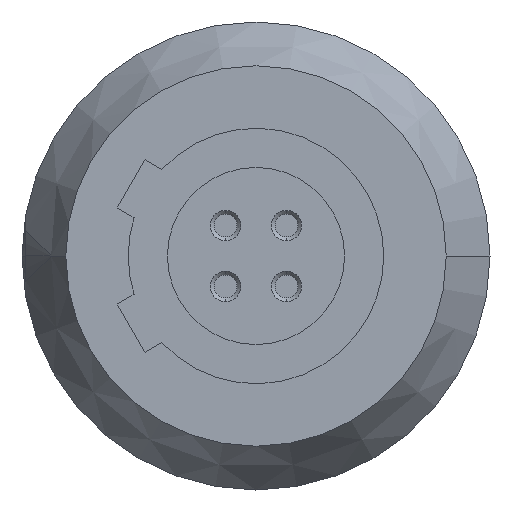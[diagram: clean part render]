
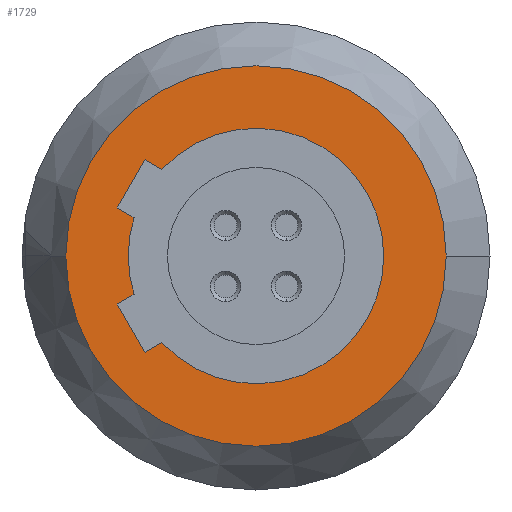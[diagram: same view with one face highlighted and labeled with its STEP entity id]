
A CAD part, left-side view. The second image highlights one B-rep face of the part: STEP entity #1729.
In plain terms, the highlighted planar face has unit normal (-1, 0, 0).
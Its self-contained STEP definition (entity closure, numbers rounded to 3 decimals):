
#363=CARTESIAN_POINT('',(-15.4,0.,0.));
#364=DIRECTION('',(-1.,0.,0.));
#365=DIRECTION('',(0.,1.,0.));
#366=AXIS2_PLACEMENT_3D('',#363,#364,#365);
#368=CARTESIAN_POINT('',(-15.4,0.,0.));
#369=DIRECTION('',(1.,0.,0.));
#370=DIRECTION('',(0.,1.,0.));
#371=AXIS2_PLACEMENT_3D('',#368,#369,#370);
#373=DIRECTION('',(0.,0.866,0.5));
#374=VECTOR('',#373,0.771);
#375=CARTESIAN_POINT('',(-15.4,4.818,1.512));
#376=LINE('',#375,#374);
#377=DIRECTION('',(0.,-0.866,0.5));
#378=VECTOR('',#377,0.771);
#379=CARTESIAN_POINT('',(-15.4,5.486,-1.897));
#380=LINE('',#379,#378);
#381=DIRECTION('',(0.,0.5,0.866));
#382=VECTOR('',#381,2.2);
#383=CARTESIAN_POINT('',(-15.4,4.386,-3.803));
#384=LINE('',#383,#382);
#385=DIRECTION('',(0.,0.866,-0.5));
#386=VECTOR('',#385,0.771);
#387=CARTESIAN_POINT('',(-15.4,3.718,-3.417));
#388=LINE('',#387,#386);
#389=DIRECTION('',(0.,-0.866,-0.5));
#390=VECTOR('',#389,0.771);
#391=CARTESIAN_POINT('',(-15.4,4.386,3.803));
#392=LINE('',#391,#390);
#393=DIRECTION('',(0.,-0.5,0.866));
#394=VECTOR('',#393,2.2);
#395=CARTESIAN_POINT('',(-15.4,5.486,1.897));
#396=LINE('',#395,#394);
#431=CARTESIAN_POINT('',(-15.4,0.,0.));
#432=DIRECTION('',(1.,0.,0.));
#433=DIRECTION('',(0.,0.736,0.677));
#434=AXIS2_PLACEMENT_3D('',#431,#432,#433);
#458=CARTESIAN_POINT('',(-15.4,0.,0.));
#459=DIRECTION('',(1.,0.,0.));
#460=DIRECTION('',(0.,0.954,-0.299));
#461=AXIS2_PLACEMENT_3D('',#458,#459,#460);
#971=CARTESIAN_POINT('',(-15.4,-7.518,0.));
#972=VERTEX_POINT('',#971);
#973=CARTESIAN_POINT('',(-15.4,7.518,0.));
#974=VERTEX_POINT('',#973);
#1165=CARTESIAN_POINT('',(-15.4,5.486,1.897));
#1166=VERTEX_POINT('',#1165);
#1167=CARTESIAN_POINT('',(-15.4,4.386,3.803));
#1168=VERTEX_POINT('',#1167);
#1177=CARTESIAN_POINT('',(-15.4,4.386,-3.803));
#1178=VERTEX_POINT('',#1177);
#1179=CARTESIAN_POINT('',(-15.4,5.486,-1.897));
#1180=VERTEX_POINT('',#1179);
#1181=CARTESIAN_POINT('',(-15.4,4.818,1.512));
#1182=VERTEX_POINT('',#1181);
#1183=CARTESIAN_POINT('',(-15.4,3.718,3.417));
#1184=VERTEX_POINT('',#1183);
#1185=CARTESIAN_POINT('',(-15.4,3.718,-3.417));
#1186=VERTEX_POINT('',#1185);
#1187=CARTESIAN_POINT('',(-15.4,4.818,-1.512));
#1188=VERTEX_POINT('',#1187);
#1702=CARTESIAN_POINT('',(-15.4,0.,0.));
#1703=DIRECTION('',(1.,0.,0.));
#1704=DIRECTION('',(0.,-1.,0.));
#1705=AXIS2_PLACEMENT_3D('',#1702,#1703,#1704);
#1706=PLANE('',#1705);
#1707=ORIENTED_EDGE('',*,*,#1595,.F.);
#1708=ORIENTED_EDGE('',*,*,#1688,.T.);
#1709=EDGE_LOOP('',(#1707,#1708));
#1710=FACE_OUTER_BOUND('',#1709,.F.);
#1712=ORIENTED_EDGE('',*,*,#1711,.F.);
#1714=ORIENTED_EDGE('',*,*,#1713,.F.);
#1716=ORIENTED_EDGE('',*,*,#1715,.F.);
#1718=ORIENTED_EDGE('',*,*,#1717,.F.);
#1720=ORIENTED_EDGE('',*,*,#1719,.F.);
#1722=ORIENTED_EDGE('',*,*,#1721,.F.);
#1724=ORIENTED_EDGE('',*,*,#1723,.F.);
#1726=ORIENTED_EDGE('',*,*,#1725,.F.);
#1727=EDGE_LOOP('',(#1712,#1714,#1716,#1718,#1720,#1722,#1724,#1726));
#1728=FACE_BOUND('',#1727,.F.);
#367=CIRCLE('',#366,7.518);
#372=CIRCLE('',#371,7.518);
#435=CIRCLE('',#434,5.05);
#462=CIRCLE('',#461,5.05);
#1595=EDGE_CURVE('',#974,#972,#367,.T.);
#1688=EDGE_CURVE('',#974,#972,#372,.T.);
#1711=EDGE_CURVE('',#1182,#1166,#376,.T.);
#1713=EDGE_CURVE('',#1188,#1182,#462,.T.);
#1715=EDGE_CURVE('',#1180,#1188,#380,.T.);
#1717=EDGE_CURVE('',#1178,#1180,#384,.T.);
#1719=EDGE_CURVE('',#1186,#1178,#388,.T.);
#1721=EDGE_CURVE('',#1184,#1186,#435,.T.);
#1723=EDGE_CURVE('',#1168,#1184,#392,.T.);
#1725=EDGE_CURVE('',#1166,#1168,#396,.T.);
#1729=ADVANCED_FACE('',(#1710,#1728),#1706,.F.);
